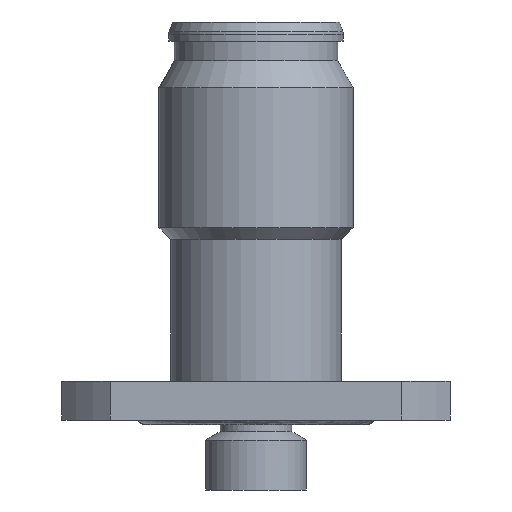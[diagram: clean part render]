
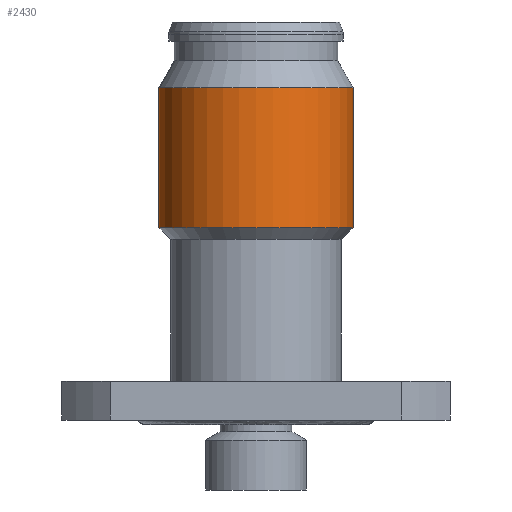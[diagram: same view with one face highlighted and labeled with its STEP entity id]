
A CAD part, front view. The second image highlights one B-rep face of the part: STEP entity #2430.
In plain terms, the highlighted cylindrical face has radius 5 mm (diameter 10 mm), a partial arc.
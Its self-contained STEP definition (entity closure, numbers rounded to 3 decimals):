
#224 = DIRECTION ( 'NONE',  ( 0., 0., 1. ) ) ;
#266 = VECTOR ( 'NONE', #224, 1000. ) ;
#403 = FACE_OUTER_BOUND ( 'NONE', #2332, .T. ) ;
#522 = EDGE_CURVE ( 'NONE', #3479, #4834, #1330, .T. ) ;
#710 = VERTEX_POINT ( 'NONE', #3637 ) ;
#882 = CARTESIAN_POINT ( 'NONE',  ( 5., 0., 0.69 ) ) ;
#1144 = EDGE_CURVE ( 'NONE', #3408, #710, #2938, .T. ) ;
#1169 = CYLINDRICAL_SURFACE ( 'NONE', #1644, 5. ) ;
#1261 = DIRECTION ( 'NONE',  ( 1., 0., 0. ) ) ;
#1311 = LINE ( 'NONE', #882, #266 ) ;
#1330 = CIRCLE ( 'NONE', #2989, 5. ) ;
#1335 = EDGE_CURVE ( 'NONE', #3479, #3408, #4014, .T. ) ;
#1351 = CARTESIAN_POINT ( 'NONE',  ( -5., 0., 0.69 ) ) ;
#1644 = AXIS2_PLACEMENT_3D ( 'NONE', #3162, #4277, #1261 ) ;
#2236 = DIRECTION ( 'NONE',  ( 1., 0., 0. ) ) ;
#2284 = ORIENTED_EDGE ( 'NONE', *, *, #522, .T. ) ;
#2332 = EDGE_LOOP ( 'NONE', ( #3188, #2284, #2705, #4211 ) ) ;
#2430 = ADVANCED_FACE ( 'NONE', ( #403 ), #1169, .T. ) ;
#2452 = CARTESIAN_POINT ( 'NONE',  ( -5., 0., -3.377 ) ) ;
#2526 = DIRECTION ( 'NONE',  ( 1., 0., 0. ) ) ;
#2705 = ORIENTED_EDGE ( 'NONE', *, *, #2782, .T. ) ;
#2782 = EDGE_CURVE ( 'NONE', #4834, #710, #1311, .T. ) ;
#2938 = CIRCLE ( 'NONE', #4179, 5. ) ;
#2973 = CARTESIAN_POINT ( 'NONE',  ( 0., 0., -3.377 ) ) ;
#2980 = CARTESIAN_POINT ( 'NONE',  ( 0., 0., -10.6 ) ) ;
#2989 = AXIS2_PLACEMENT_3D ( 'NONE', #2980, #3731, #2526 ) ;
#3162 = CARTESIAN_POINT ( 'NONE',  ( 0., 0., 0.69 ) ) ;
#3188 = ORIENTED_EDGE ( 'NONE', *, *, #1335, .F. ) ;
#3215 = CARTESIAN_POINT ( 'NONE',  ( 5., 0., -10.6 ) ) ;
#3261 = VECTOR ( 'NONE', #4432, 1000. ) ;
#3408 = VERTEX_POINT ( 'NONE', #2452 ) ;
#3479 = VERTEX_POINT ( 'NONE', #3599 ) ;
#3599 = CARTESIAN_POINT ( 'NONE',  ( -5., 0., -10.6 ) ) ;
#3637 = CARTESIAN_POINT ( 'NONE',  ( 5., 0., -3.377 ) ) ;
#3731 = DIRECTION ( 'NONE',  ( 0., 0., 1. ) ) ;
#4014 = LINE ( 'NONE', #1351, #3261 ) ;
#4179 = AXIS2_PLACEMENT_3D ( 'NONE', #2973, #4448, #2236 ) ;
#4211 = ORIENTED_EDGE ( 'NONE', *, *, #1144, .F. ) ;
#4277 = DIRECTION ( 'NONE',  ( 0., 0., 1. ) ) ;
#4432 = DIRECTION ( 'NONE',  ( 0., 0., 1. ) ) ;
#4448 = DIRECTION ( 'NONE',  ( 0., 0., 1. ) ) ;
#4834 = VERTEX_POINT ( 'NONE', #3215 ) ;
